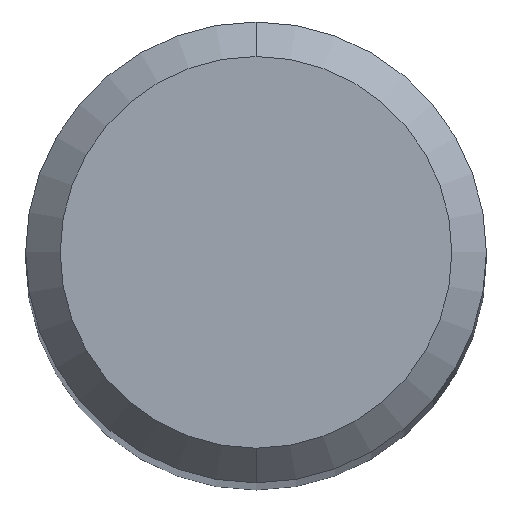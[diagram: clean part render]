
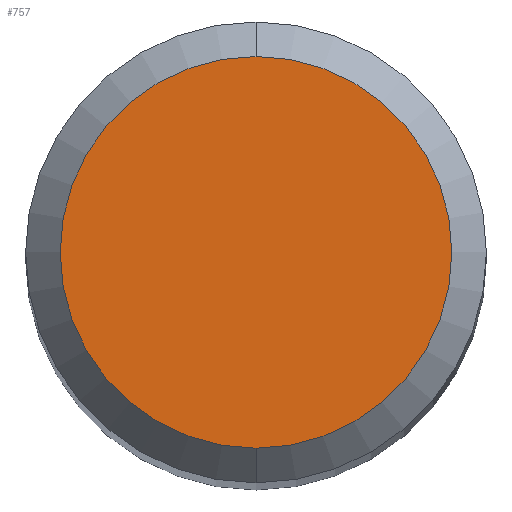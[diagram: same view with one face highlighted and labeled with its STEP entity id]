
A CAD part, top view. The second image highlights one B-rep face of the part: STEP entity #757.
In plain terms, the highlighted planar face has unit normal (0, 0, 1).
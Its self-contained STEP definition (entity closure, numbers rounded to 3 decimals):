
#423=EDGE_CURVE('',#1007,#1013,#1111,.T.);
#757=ADVANCED_FACE('',(#1477),#1478,.T.);
#843=EDGE_CURVE('',#1013,#1007,#1570,.T.);
#1007=VERTEX_POINT('',#1746);
#1013=VERTEX_POINT('',#1753);
#1111=CIRCLE('',#2191,1.7);
#1477=FACE_OUTER_BOUND('',#3884,.T.);
#1478=PLANE('',#3885);
#1570=CIRCLE('',#4226,1.7);
#1746=CARTESIAN_POINT('',(0.,-1.7,0.0));
#1753=CARTESIAN_POINT('',(0.0,1.7,0.0));
#2191=AXIS2_PLACEMENT_3D('',#4867,#4868,#4869);
#3884=EDGE_LOOP('',(#5236,#5237));
#3885=AXIS2_PLACEMENT_3D('',#5238,#5239,#5240);
#4226=AXIS2_PLACEMENT_3D('',#5316,#5317,#5318);
#4867=CARTESIAN_POINT('',(0.0,0.0,0.0));
#4868=DIRECTION('',(0.0,0.0,-1.0));
#4869=DIRECTION('',(0.0,1.0,0.0));
#5236=ORIENTED_EDGE('',*,*,#843,.F.);
#5237=ORIENTED_EDGE('',*,*,#423,.F.);
#5238=CARTESIAN_POINT('',(0.0,0.85,0.0));
#5239=DIRECTION('',(-0.0,0.0,1.0));
#5240=DIRECTION('',(0.0,-1.0,0.0));
#5316=CARTESIAN_POINT('',(0.0,0.0,0.0));
#5317=DIRECTION('',(0.0,0.0,-1.0));
#5318=DIRECTION('',(0.0,1.0,0.0));
